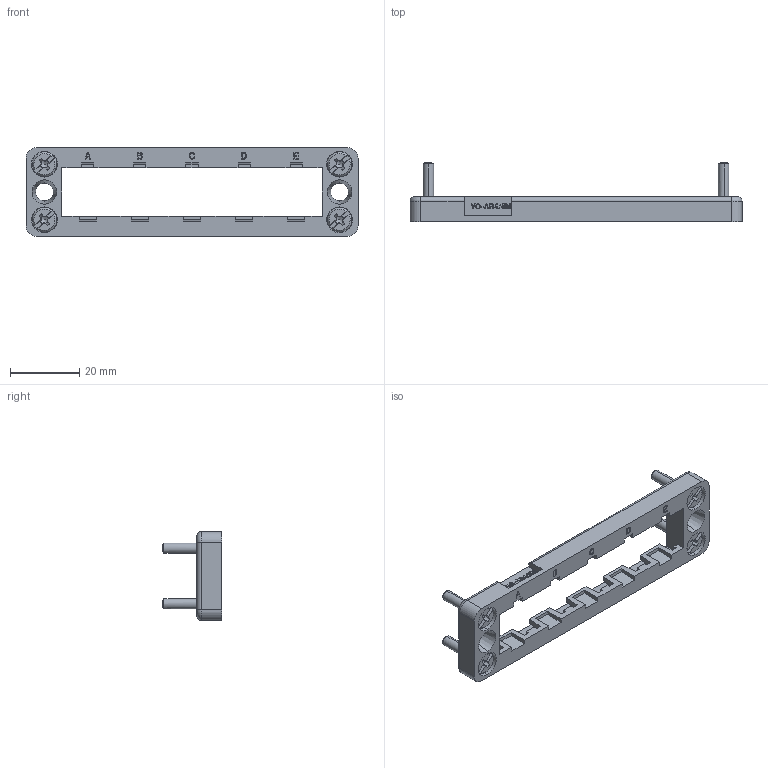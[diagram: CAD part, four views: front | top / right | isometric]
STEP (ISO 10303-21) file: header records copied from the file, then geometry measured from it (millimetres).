
FILE_DESCRIPTION(('Creo Elements/Direct Modeling STEP Export'),'2;1');
FILE_NAME('model.stp','2020-03-31T15:12:17',(''),(''),'Creo Elements/Direct Modeling STEP processor for AP214 (Solid Model)','Creo Elements/Direct Modeling 20.1A 29-Sep-2018 (C) Parametric Technology GmbH','');
FILE_SCHEMA(('AUTOMOTIVE_DESIGN { 1 0 10303 214 1 1 1 1 }'));
Length unit declared in the file: millimetre
Products named in the file (2): VC-AR4_5M.
Assembly tree (1 placements, depth 2):
  VC-AR4_5M.
    VC-AR4_5M.
Bounding box: 95.6 x 17.18 x 25.5 mm (x, y, z)
Volume: 7275.8 mm3; surface area: 7801 mm2
Topology: 1 solids, 1 shells, 695 faces, 1994 edges, 1326 vertices
Faces by surface type: plane 594, cylinder 49, cone 48, torus 4
Entity records: 29289 total; most frequent: CARTESIAN_POINT 5878, ORIENTED_EDGE 3972, DIRECTION 3273, EDGE_CURVE 1986, VECTOR 1663, LINE 1663, VERTEX_POINT 1326, AXIS2_PLACEMENT_3D 805
